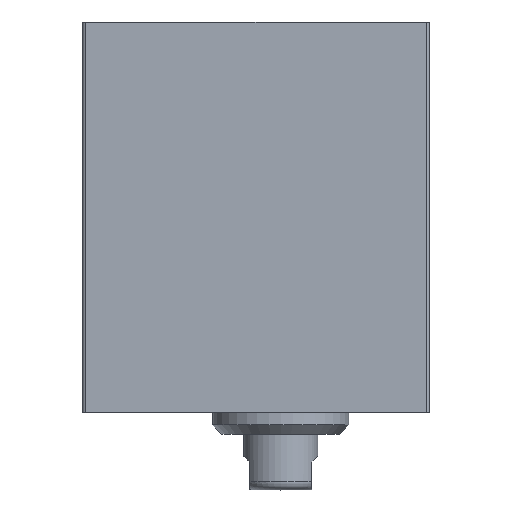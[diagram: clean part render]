
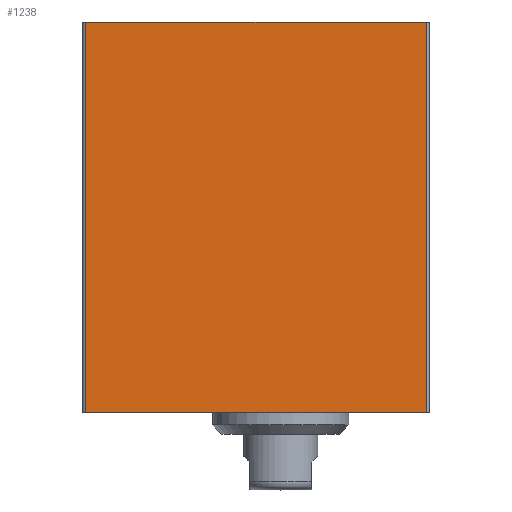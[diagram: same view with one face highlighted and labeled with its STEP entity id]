
A CAD part, top view. The second image highlights one B-rep face of the part: STEP entity #1238.
In plain terms, the highlighted planar face has unit normal (0, 0, 1).
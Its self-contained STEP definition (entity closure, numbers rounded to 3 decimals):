
#242=CARTESIAN_POINT('',(-27.5,31.5,22.5));
#243=VERTEX_POINT('',#242);
#251=CARTESIAN_POINT('',(27.5,31.5,22.5));
#252=VERTEX_POINT('',#251);
#253=CARTESIAN_POINT('',(27.5,31.5,22.5));
#254=DIRECTION('',(-1.0,0.0,0.0));
#255=VECTOR('',#254,55.);
#256=LINE('',#253,#255);
#257=EDGE_CURVE('',#252,#243,#256,.T.);
#793=CARTESIAN_POINT('',(-27.5,-31.5,22.5));
#794=VERTEX_POINT('',#793);
#844=CARTESIAN_POINT('',(27.5,-31.5,22.5));
#845=VERTEX_POINT('',#844);
#853=CARTESIAN_POINT('',(-27.5,-31.5,22.5));
#854=DIRECTION('',(1.0,0.0,0.0));
#855=VECTOR('',#854,55.);
#856=LINE('',#853,#855);
#857=EDGE_CURVE('',#794,#845,#856,.T.);
#1211=CARTESIAN_POINT('',(27.5,31.5,22.5));
#1212=DIRECTION('',(0.0,-1.0,0.0));
#1213=VECTOR('',#1212,63.);
#1214=LINE('',#1211,#1213);
#1215=EDGE_CURVE('',#252,#845,#1214,.T.);
#1222=CARTESIAN_POINT('',(27.5,0.0,22.5));
#1223=DIRECTION('',(0.0,0.0,1.0));
#1224=DIRECTION('',(1.0,0.0,0.0));
#1225=AXIS2_PLACEMENT_3D('',#1222,#1223,#1224);
#1226=PLANE('',#1225);
#1227=ORIENTED_EDGE('',*,*,#257,.T.);
#1228=CARTESIAN_POINT('',(-27.5,31.5,22.5));
#1229=DIRECTION('',(0.0,-1.0,0.0));
#1230=VECTOR('',#1229,63.);
#1231=LINE('',#1228,#1230);
#1232=EDGE_CURVE('',#243,#794,#1231,.T.);
#1233=ORIENTED_EDGE('',*,*,#1232,.T.);
#1234=ORIENTED_EDGE('',*,*,#857,.T.);
#1235=ORIENTED_EDGE('',*,*,#1215,.F.);
#1236=EDGE_LOOP('',(#1227,#1233,#1234,#1235));
#1237=FACE_OUTER_BOUND('',#1236,.T.);
#1238=ADVANCED_FACE('',(#1237),#1226,.T.);
